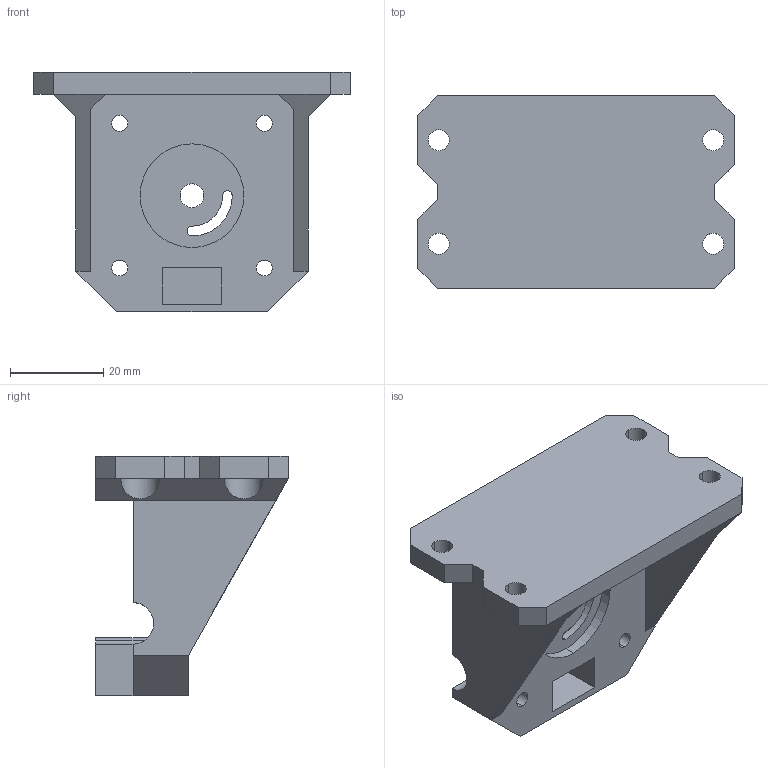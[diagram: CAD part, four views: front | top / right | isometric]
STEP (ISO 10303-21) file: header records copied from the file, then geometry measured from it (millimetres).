
FILE_DESCRIPTION (( 'STEP AP203' ), '1' );
FILE_NAME ('Housing.STEP', '2020-04-19T00:52:01', ( '' ), ( '' ), 'SwSTEP 2.0', 'SolidWorks 2018', '' );
FILE_SCHEMA (( 'CONFIG_CONTROL_DESIGN' ));
Length unit declared in the file: inch
Products named in the file (1): Housing
Bounding box: 67.82 x 41.27 x 51.37 mm (x, y, z)
Volume: 32836.3 mm3; surface area: 17200.4 mm2
Topology: 1 solids, 1 shells, 145 faces, 386 edges, 243 vertices
Faces by surface type: plane 71, cylinder 65, torus 9
Entity records: 4651 total; most frequent: CARTESIAN_POINT 901, ORIENTED_EDGE 772, DIRECTION 772, EDGE_CURVE 386, AXIS2_PLACEMENT_3D 264, VECTOR 244, LINE 244, VERTEX_POINT 243
